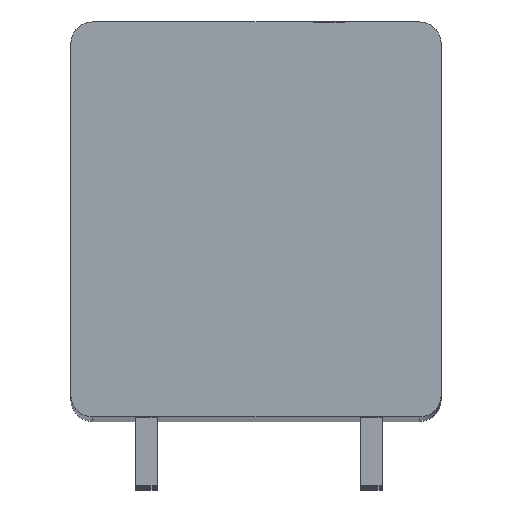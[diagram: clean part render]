
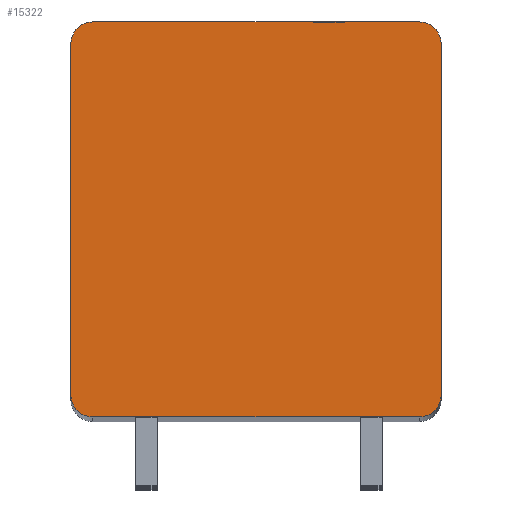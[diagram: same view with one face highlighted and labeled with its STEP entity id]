
A CAD part, top view. The second image highlights one B-rep face of the part: STEP entity #15322.
In plain terms, the highlighted planar face has unit normal (0, 0, 1).
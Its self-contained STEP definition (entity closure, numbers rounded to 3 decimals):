
#2611=CARTESIAN_POINT('',(-5.95,6.4,2.5));
#2612=DIRECTION('',(0.,0.,1.));
#2613=DIRECTION('',(0.,1.,0.));
#2614=AXIS2_PLACEMENT_3D('',#2611,#2612,#2613);
#2616=DIRECTION('',(-1.,0.,0.));
#2617=VECTOR('',#2616,11.9);
#2618=CARTESIAN_POINT('',(5.95,7.2,2.5));
#2619=LINE('',#2618,#2617);
#2620=CARTESIAN_POINT('',(5.95,6.4,2.5));
#2621=DIRECTION('',(0.,0.,1.));
#2622=DIRECTION('',(1.,0.,0.));
#2623=AXIS2_PLACEMENT_3D('',#2620,#2621,#2622);
#2625=DIRECTION('',(0.,1.,0.));
#2626=VECTOR('',#2625,12.8);
#2627=CARTESIAN_POINT('',(6.75,-6.4,2.5));
#2628=LINE('',#2627,#2626);
#2629=CARTESIAN_POINT('',(5.95,-6.4,2.5));
#2630=DIRECTION('',(0.,0.,1.));
#2631=DIRECTION('',(0.,-1.,0.));
#2632=AXIS2_PLACEMENT_3D('',#2629,#2630,#2631);
#2634=DIRECTION('',(1.,0.,0.));
#2635=VECTOR('',#2634,11.9);
#2636=CARTESIAN_POINT('',(-5.95,-7.2,2.5));
#2637=LINE('',#2636,#2635);
#2638=CARTESIAN_POINT('',(-5.95,-6.4,2.5));
#2639=DIRECTION('',(0.,0.,1.));
#2640=DIRECTION('',(-1.,0.,0.));
#2641=AXIS2_PLACEMENT_3D('',#2638,#2639,#2640);
#2643=DIRECTION('',(0.,-1.,0.));
#2644=VECTOR('',#2643,12.8);
#2645=CARTESIAN_POINT('',(-6.75,6.4,2.5));
#2646=LINE('',#2645,#2644);
#10991=CARTESIAN_POINT('',(-5.95,7.2,2.5));
#10992=VERTEX_POINT('',#10991);
#10993=CARTESIAN_POINT('',(-6.75,6.4,2.5));
#10994=VERTEX_POINT('',#10993);
#10999=CARTESIAN_POINT('',(6.75,6.4,2.5));
#11000=VERTEX_POINT('',#10999);
#11001=CARTESIAN_POINT('',(5.95,7.2,2.5));
#11002=VERTEX_POINT('',#11001);
#11007=CARTESIAN_POINT('',(-6.75,-6.4,2.5));
#11008=VERTEX_POINT('',#11007);
#11009=CARTESIAN_POINT('',(-5.95,-7.2,2.5));
#11010=VERTEX_POINT('',#11009);
#11015=CARTESIAN_POINT('',(5.95,-7.2,2.5));
#11016=VERTEX_POINT('',#11015);
#11017=CARTESIAN_POINT('',(6.75,-6.4,2.5));
#11018=VERTEX_POINT('',#11017);
#15307=CARTESIAN_POINT('',(0.,0.,2.5));
#15308=DIRECTION('',(0.,0.,1.));
#15309=DIRECTION('',(1.,0.,0.));
#15310=AXIS2_PLACEMENT_3D('',#15307,#15308,#15309);
#15311=PLANE('',#15310);
#15312=ORIENTED_EDGE('',*,*,#13797,.F.);
#15313=ORIENTED_EDGE('',*,*,#13813,.F.);
#15314=ORIENTED_EDGE('',*,*,#14282,.F.);
#15315=ORIENTED_EDGE('',*,*,#14297,.F.);
#15316=ORIENTED_EDGE('',*,*,#14690,.F.);
#15317=ORIENTED_EDGE('',*,*,#14703,.F.);
#15318=ORIENTED_EDGE('',*,*,#15098,.F.);
#15319=ORIENTED_EDGE('',*,*,#15110,.F.);
#15320=EDGE_LOOP('',(#15312,#15313,#15314,#15315,#15316,#15317,#15318,#15319));
#15321=FACE_OUTER_BOUND('',#15320,.F.);
#2615=CIRCLE('',#2614,0.8);
#2624=CIRCLE('',#2623,0.8);
#2633=CIRCLE('',#2632,0.8);
#2642=CIRCLE('',#2641,0.8);
#13797=EDGE_CURVE('',#10992,#10994,#2615,.T.);
#13813=EDGE_CURVE('',#11002,#10992,#2619,.T.);
#14282=EDGE_CURVE('',#11000,#11002,#2624,.T.);
#14297=EDGE_CURVE('',#11018,#11000,#2628,.T.);
#14690=EDGE_CURVE('',#11016,#11018,#2633,.T.);
#14703=EDGE_CURVE('',#11010,#11016,#2637,.T.);
#15098=EDGE_CURVE('',#11008,#11010,#2642,.T.);
#15110=EDGE_CURVE('',#10994,#11008,#2646,.T.);
#15322=ADVANCED_FACE('',(#15321),#15311,.T.);
